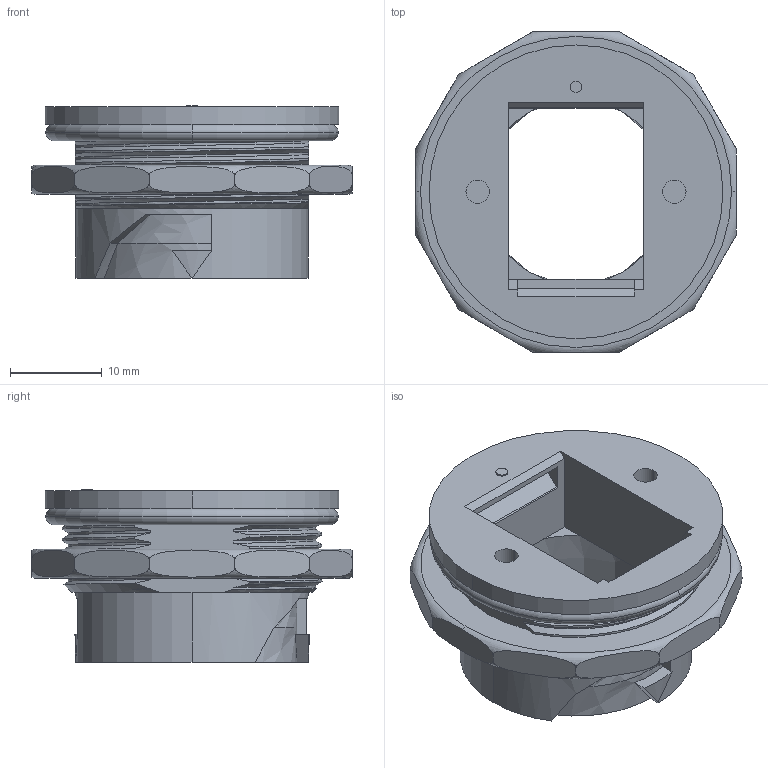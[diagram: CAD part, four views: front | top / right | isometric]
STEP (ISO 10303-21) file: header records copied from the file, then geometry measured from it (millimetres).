
FILE_DESCRIPTION (( 'STEP AP203' ), '1' );
FILE_NAME ('WT6700RM.STEP', '2010-06-22T13:43:24', ( 'x' ), ( 'Microsoft' ), 'SwSTEP 2.0', 'SolidWorks 2010', '' );
FILE_SCHEMA (( 'CONFIG_CONTROL_DESIGN' ));
Length unit declared in the file: inch
Products named in the file (4): 1AA10-034_-01; WT6700RM; 1AA13-050; 1AA13-049
Assembly tree (3 placements, depth 2):
  WT6700RM
    1AA13-050
    1AA10-034_-01
    1AA13-049
Bounding box: 34.92 x 34.92 x 18.8 mm (x, y, z)
Volume: 6310.8 mm3; surface area: 6201.1 mm2
Topology: 3 solids, 3 shells, 151 faces, 400 edges, 260 vertices
Faces by surface type: plane 64, bspline 47, cylinder 25, torus 8, cone 7
Entity records: 7965 total; most frequent: CARTESIAN_POINT 4263, ORIENTED_EDGE 800, DIRECTION 540, EDGE_CURVE 400, VERTEX_POINT 260, AXIS2_PLACEMENT_3D 182, VECTOR 176, LINE 176
